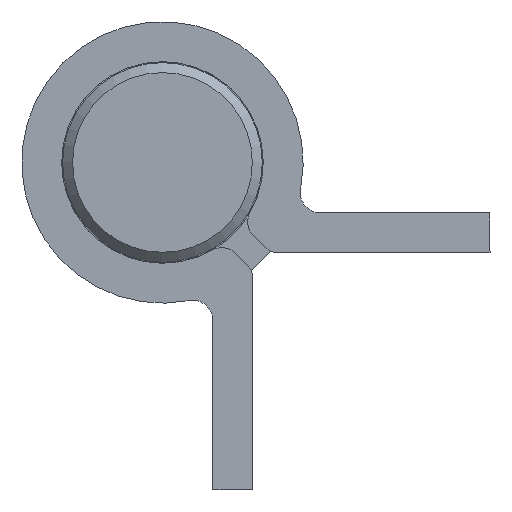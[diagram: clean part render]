
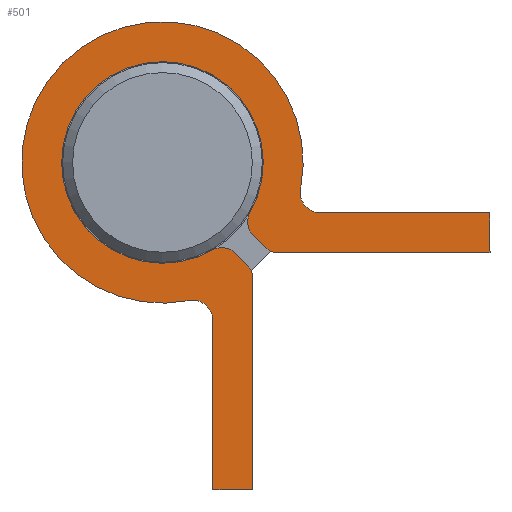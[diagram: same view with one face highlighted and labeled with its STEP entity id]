
A CAD part, front view. The second image highlights one B-rep face of the part: STEP entity #501.
In plain terms, the highlighted planar face has unit normal (0, -1, 0).
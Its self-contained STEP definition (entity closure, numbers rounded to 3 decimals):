
#55=PLANE('',#649);
#94=FACE_OUTER_BOUND('',#124,.T.);
#124=EDGE_LOOP('',(#448,#449,#450,#451,#452,#453,#454,#455,#456,#457,#458,
#459,#460,#461,#462,#463));
#136=LINE('',#869,#173);
#140=LINE('',#881,#177);
#146=LINE('',#905,#183);
#150=LINE('',#917,#187);
#153=LINE('',#923,#190);
#156=LINE('',#929,#193);
#162=LINE('',#953,#199);
#165=LINE('',#957,#202);
#173=VECTOR('',#708,10.);
#177=VECTOR('',#720,10.);
#183=VECTOR('',#746,10.);
#187=VECTOR('',#758,10.);
#190=VECTOR('',#763,10.);
#193=VECTOR('',#768,10.);
#199=VECTOR('',#794,10.);
#202=VECTOR('',#799,10.);
#215=CIRCLE('',#619,2.);
#217=CIRCLE('',#623,2.);
#219=CIRCLE('',#626,10.1);
#221=CIRCLE('',#629,2.);
#223=CIRCLE('',#633,2.);
#225=CIRCLE('',#639,2.);
#227=CIRCLE('',#642,14.1);
#229=CIRCLE('',#645,2.);
#244=VERTEX_POINT('',#866);
#245=VERTEX_POINT('',#868);
#247=VERTEX_POINT('',#874);
#249=VERTEX_POINT('',#880);
#251=VERTEX_POINT('',#886);
#253=VERTEX_POINT('',#892);
#255=VERTEX_POINT('',#898);
#257=VERTEX_POINT('',#904);
#259=VERTEX_POINT('',#910);
#261=VERTEX_POINT('',#916);
#263=VERTEX_POINT('',#922);
#265=VERTEX_POINT('',#928);
#267=VERTEX_POINT('',#934);
#269=VERTEX_POINT('',#940);
#271=VERTEX_POINT('',#946);
#273=VERTEX_POINT('',#952);
#292=EDGE_CURVE('',#245,#244,#136,.T.);
#295=EDGE_CURVE('',#247,#245,#215,.T.);
#298=EDGE_CURVE('',#249,#247,#140,.T.);
#301=EDGE_CURVE('',#251,#249,#217,.T.);
#304=EDGE_CURVE('',#253,#251,#219,.T.);
#307=EDGE_CURVE('',#255,#253,#221,.T.);
#310=EDGE_CURVE('',#257,#255,#146,.T.);
#313=EDGE_CURVE('',#259,#257,#223,.T.);
#316=EDGE_CURVE('',#261,#259,#150,.T.);
#319=EDGE_CURVE('',#263,#261,#153,.T.);
#322=EDGE_CURVE('',#265,#263,#156,.T.);
#325=EDGE_CURVE('',#267,#265,#225,.T.);
#328=EDGE_CURVE('',#269,#267,#227,.T.);
#331=EDGE_CURVE('',#271,#269,#229,.T.);
#334=EDGE_CURVE('',#273,#271,#162,.T.);
#337=EDGE_CURVE('',#244,#273,#165,.T.);
#448=ORIENTED_EDGE('',*,*,#337,.T.);
#449=ORIENTED_EDGE('',*,*,#334,.T.);
#450=ORIENTED_EDGE('',*,*,#331,.T.);
#451=ORIENTED_EDGE('',*,*,#328,.T.);
#452=ORIENTED_EDGE('',*,*,#325,.T.);
#453=ORIENTED_EDGE('',*,*,#322,.T.);
#454=ORIENTED_EDGE('',*,*,#319,.T.);
#455=ORIENTED_EDGE('',*,*,#316,.T.);
#456=ORIENTED_EDGE('',*,*,#313,.T.);
#457=ORIENTED_EDGE('',*,*,#310,.T.);
#458=ORIENTED_EDGE('',*,*,#307,.T.);
#459=ORIENTED_EDGE('',*,*,#304,.T.);
#460=ORIENTED_EDGE('',*,*,#301,.T.);
#461=ORIENTED_EDGE('',*,*,#298,.T.);
#462=ORIENTED_EDGE('',*,*,#295,.T.);
#463=ORIENTED_EDGE('',*,*,#292,.T.);
#501=ADVANCED_FACE('',(#94),#55,.F.);
#619=AXIS2_PLACEMENT_3D('',#875,#714,#715);
#623=AXIS2_PLACEMENT_3D('',#887,#726,#727);
#626=AXIS2_PLACEMENT_3D('',#893,#733,#734);
#629=AXIS2_PLACEMENT_3D('',#899,#740,#741);
#633=AXIS2_PLACEMENT_3D('',#911,#752,#753);
#639=AXIS2_PLACEMENT_3D('',#935,#774,#775);
#642=AXIS2_PLACEMENT_3D('',#941,#781,#782);
#645=AXIS2_PLACEMENT_3D('',#947,#788,#789);
#649=AXIS2_PLACEMENT_3D('',#959,#802,#803);
#708=DIRECTION('',(0.707,0.,0.707));
#714=DIRECTION('center_axis',(0.,-1.,0.));
#715=DIRECTION('ref_axis',(0.707,0.,-0.707));
#720=DIRECTION('',(1.,0.,0.));
#726=DIRECTION('center_axis',(0.,-1.,0.));
#727=DIRECTION('ref_axis',(0.,0.,-1.));
#733=DIRECTION('center_axis',(0.,1.,0.));
#734=DIRECTION('ref_axis',(-0.992,0.,0.124));
#740=DIRECTION('center_axis',(0.,-1.,0.));
#741=DIRECTION('ref_axis',(-0.963,0.,0.269));
#746=DIRECTION('',(-1.,0.,0.));
#752=DIRECTION('center_axis',(0.,-1.,0.));
#753=DIRECTION('ref_axis',(0.,0.,1.));
#758=DIRECTION('',(-0.707,0.,0.707));
#763=DIRECTION('',(0.707,0.,0.707));
#768=DIRECTION('',(0.707,0.,-0.707));
#774=DIRECTION('center_axis',(0.,1.,0.));
#775=DIRECTION('ref_axis',(0.828,0.,-0.561));
#781=DIRECTION('center_axis',(0.,-1.,0.));
#782=DIRECTION('ref_axis',(0.996,0.,-0.089));
#788=DIRECTION('center_axis',(0.,1.,0.));
#789=DIRECTION('ref_axis',(-0.707,0.,0.707));
#794=DIRECTION('',(-0.707,0.,-0.707));
#799=DIRECTION('',(-0.707,0.,0.707));
#802=DIRECTION('center_axis',(0.,1.,0.));
#803=DIRECTION('ref_axis',(0.,0.,1.));
#866=CARTESIAN_POINT('',(29.601,0.,16.806));
#868=CARTESIAN_POINT('',(14.63,0.,1.836));
#869=CARTESIAN_POINT('',(29.601,0.,16.806));
#874=CARTESIAN_POINT('',(13.216,0.,1.25));
#875=CARTESIAN_POINT('Origin',(13.216,0.,3.25));
#880=CARTESIAN_POINT('',(11.655,0.,1.25));
#881=CARTESIAN_POINT('',(14.044,0.,1.25));
#886=CARTESIAN_POINT('',(9.729,0.,2.713));
#887=CARTESIAN_POINT('Origin',(11.655,0.,3.25));
#892=CARTESIAN_POINT('',(9.729,0.,-2.713));
#893=CARTESIAN_POINT('Origin',(0.,0.,0.));
#898=CARTESIAN_POINT('',(11.655,0.,-1.25));
#899=CARTESIAN_POINT('Origin',(11.655,0.,-3.25));
#904=CARTESIAN_POINT('',(13.216,0.,-1.25));
#905=CARTESIAN_POINT('',(10.022,0.,-1.25));
#910=CARTESIAN_POINT('',(14.63,0.,-1.836));
#911=CARTESIAN_POINT('Origin',(13.216,0.,-3.25));
#916=CARTESIAN_POINT('',(29.601,0.,-16.806));
#917=CARTESIAN_POINT('',(14.63,0.,-1.836));
#922=CARTESIAN_POINT('',(26.772,0.,-19.635));
#923=CARTESIAN_POINT('',(29.601,0.,-16.806));
#928=CARTESIAN_POINT('',(14.747,0.,-7.61));
#929=CARTESIAN_POINT('',(26.772,0.,-19.635));
#934=CARTESIAN_POINT('',(11.677,0.,-7.903));
#935=CARTESIAN_POINT('Origin',(13.333,0.,-9.024));
#940=CARTESIAN_POINT('',(11.677,0.,7.903));
#941=CARTESIAN_POINT('Origin',(0.,0.,0.));
#946=CARTESIAN_POINT('',(14.747,0.,7.61));
#947=CARTESIAN_POINT('Origin',(13.333,0.,9.024));
#952=CARTESIAN_POINT('',(26.772,0.,19.635));
#953=CARTESIAN_POINT('',(14.747,0.,7.61));
#957=CARTESIAN_POINT('',(26.772,0.,19.635));
#959=CARTESIAN_POINT('Origin',(7.75,0.,0.));
